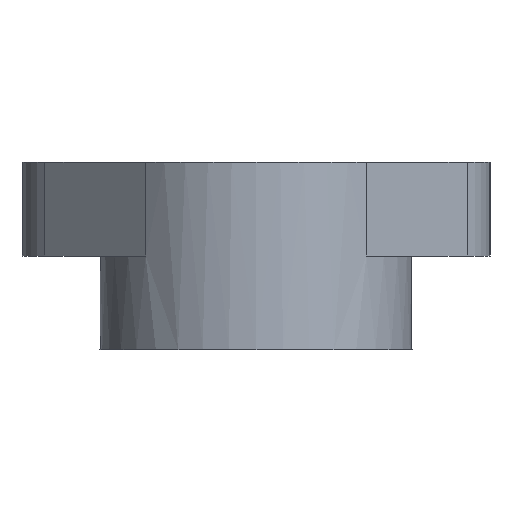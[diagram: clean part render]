
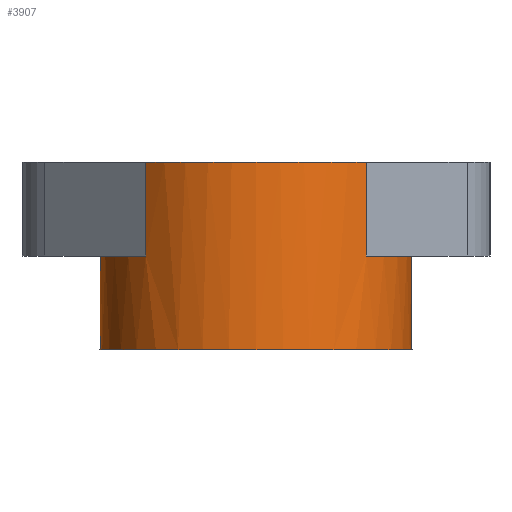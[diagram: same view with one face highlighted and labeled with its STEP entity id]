
A CAD part, left-side view. The second image highlights one B-rep face of the part: STEP entity #3907.
In plain terms, the highlighted cylindrical face has radius 5 mm (diameter 10 mm), a full revolution.
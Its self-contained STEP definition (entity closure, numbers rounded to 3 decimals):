
#507=FACE_OUTER_BOUND('',#837,.T.);
#837=EDGE_LOOP('',(#3382,#3383,#3384,#3385,#3386,#3387,#3388,#3389));
#1175=LINE('',#6631,#1358);
#1176=LINE('',#6635,#1359);
#1177=LINE('',#6638,#1360);
#1358=VECTOR('',#5597,10.);
#1359=VECTOR('',#5602,5.);
#1360=VECTOR('',#5605,10.);
#1372=CIRCLE('',#3935,5.);
#1535=CIRCLE('',#4106,5.);
#1692=CIRCLE('',#4422,5.);
#1693=CIRCLE('',#4423,5.);
#1708=VERTEX_POINT('',#5649);
#1709=VERTEX_POINT('',#5651);
#1875=VERTEX_POINT('',#5999);
#2033=VERTEX_POINT('',#6629);
#2034=VERTEX_POINT('',#6633);
#2035=VERTEX_POINT('',#6636);
#2051=EDGE_CURVE('',#1708,#1709,#1372,.T.);
#2225=EDGE_CURVE('',#1875,#1875,#1535,.T.);
#2540=EDGE_CURVE('',#1708,#2033,#1175,.T.);
#2541=EDGE_CURVE('',#2034,#2033,#1692,.T.);
#2542=EDGE_CURVE('',#2034,#1875,#1176,.T.);
#2543=EDGE_CURVE('',#2035,#2034,#1693,.T.);
#2544=EDGE_CURVE('',#1709,#2035,#1177,.T.);
#3382=ORIENTED_EDGE('',*,*,#2540,.T.);
#3383=ORIENTED_EDGE('',*,*,#2541,.F.);
#3384=ORIENTED_EDGE('',*,*,#2542,.T.);
#3385=ORIENTED_EDGE('',*,*,#2225,.F.);
#3386=ORIENTED_EDGE('',*,*,#2542,.F.);
#3387=ORIENTED_EDGE('',*,*,#2543,.F.);
#3388=ORIENTED_EDGE('',*,*,#2544,.F.);
#3389=ORIENTED_EDGE('',*,*,#2051,.F.);
#3737=CYLINDRICAL_SURFACE('',#4421,5.);
#3907=ADVANCED_FACE('',(#507),#3737,.T.);
#3935=AXIS2_PLACEMENT_3D('',#5652,#4456,#4457);
#4106=AXIS2_PLACEMENT_3D('',#6000,#4809,#4810);
#4421=AXIS2_PLACEMENT_3D('',#6632,#5598,#5599);
#4422=AXIS2_PLACEMENT_3D('',#6634,#5600,#5601);
#4423=AXIS2_PLACEMENT_3D('',#6637,#5603,#5604);
#4456=DIRECTION('center_axis',(0.,0.,1.));
#4457=DIRECTION('ref_axis',(-0.707,-0.707,0.));
#4809=DIRECTION('center_axis',(0.,0.,-1.));
#4810=DIRECTION('ref_axis',(-0.707,-0.707,0.));
#5597=DIRECTION('',(0.,0.,1.));
#5598=DIRECTION('center_axis',(0.,0.,1.));
#5599=DIRECTION('ref_axis',(1.,0.,0.));
#5600=DIRECTION('center_axis',(0.,0.,1.));
#5601=DIRECTION('ref_axis',(1.,0.,0.));
#5602=DIRECTION('',(0.,0.,-1.));
#5603=DIRECTION('center_axis',(0.,0.,1.));
#5604=DIRECTION('ref_axis',(1.,0.,0.));
#5605=DIRECTION('',(0.,0.,1.));
#5649=CARTESIAN_POINT('',(1.464,3.964,0.));
#5651=CARTESIAN_POINT('',(1.464,11.036,0.));
#5652=CARTESIAN_POINT('Origin',(5.,7.5,0.));
#5999=CARTESIAN_POINT('',(0.,7.5,-3.));
#6000=CARTESIAN_POINT('Origin',(5.,7.5,-3.));
#6629=CARTESIAN_POINT('',(1.464,3.964,3.));
#6631=CARTESIAN_POINT('',(1.464,3.964,0.));
#6632=CARTESIAN_POINT('Origin',(5.,7.5,0.));
#6633=CARTESIAN_POINT('',(0.,7.5,3.));
#6634=CARTESIAN_POINT('Origin',(5.,7.5,3.));
#6635=CARTESIAN_POINT('',(0.,7.5,0.));
#6636=CARTESIAN_POINT('',(1.464,11.036,3.));
#6637=CARTESIAN_POINT('Origin',(5.,7.5,3.));
#6638=CARTESIAN_POINT('',(1.464,11.036,0.));
